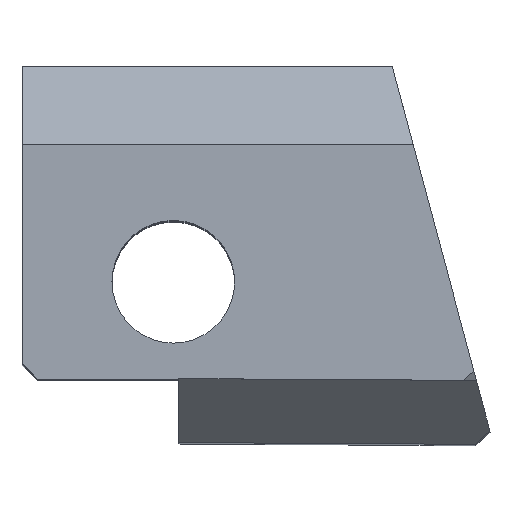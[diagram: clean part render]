
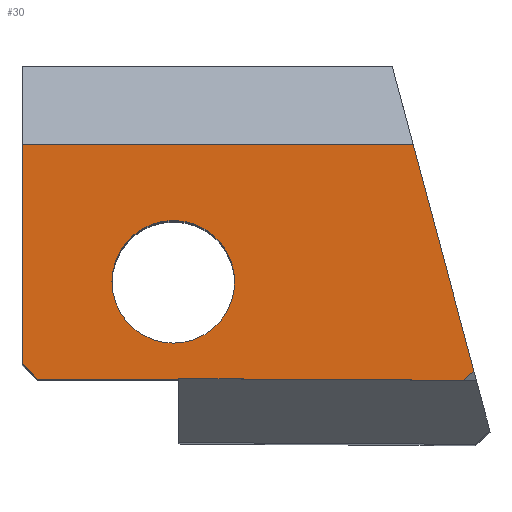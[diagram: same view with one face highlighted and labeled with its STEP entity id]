
A CAD part, top view. The second image highlights one B-rep face of the part: STEP entity #30.
In plain terms, the highlighted planar face has unit normal (0, 0, 1).
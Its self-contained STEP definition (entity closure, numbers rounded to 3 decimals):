
#30 = ADVANCED_FACE ( 'NONE', ( #204, #1756 ), #977, .F. ) ;
#67 = EDGE_CURVE ( 'NONE', #176, #1823, #532, .T. ) ;
#72 = CARTESIAN_POINT ( 'NONE',  ( 146.633, 110.151, 102.189 ) ) ;
#73 = LINE ( 'NONE', #663, #1941 ) ;
#78 = VECTOR ( 'NONE', #497, 1000. ) ;
#96 = CARTESIAN_POINT ( 'NONE',  ( 140.399, 111.235, 102.189 ) ) ;
#109 = CARTESIAN_POINT ( 'NONE',  ( 140.254, 113.773, 102.189 ) ) ;
#123 = DIRECTION ( 'NONE',  ( 0., 0., 1. ) ) ;
#130 = DIRECTION ( 'NONE',  ( -0.707, 0.707, 0. ) ) ;
#137 = VERTEX_POINT ( 'NONE', #283 ) ;
#160 = CARTESIAN_POINT ( 'NONE',  ( 148.535, 111.201, 102.189 ) ) ;
#176 = VERTEX_POINT ( 'NONE', #1178 ) ;
#185 = AXIS2_PLACEMENT_3D ( 'NONE', #1298, #542, #231 ) ;
#204 = FACE_BOUND ( 'NONE', #685, .T. ) ;
#231 = DIRECTION ( 'NONE',  ( 0., -1., 0. ) ) ;
#249 = EDGE_CURVE ( 'NONE', #1630, #137, #1398, .T. ) ;
#283 = CARTESIAN_POINT ( 'NONE',  ( 141.854, 113.773, 102.189 ) ) ;
#284 = ORIENTED_EDGE ( 'NONE', *, *, #853, .F. ) ;
#304 = CARTESIAN_POINT ( 'NONE',  ( 136.307, 112.705, 102.189 ) ) ;
#310 = LINE ( 'NONE', #1510, #1302 ) ;
#357 = CARTESIAN_POINT ( 'NONE',  ( 148.096, 111.44, 102.189 ) ) ;
#374 = EDGE_CURVE ( 'NONE', #493, #1559, #464, .T. ) ;
#390 = VECTOR ( 'NONE', #1301, 1000. ) ;
#394 = ORIENTED_EDGE ( 'NONE', *, *, #914, .F. ) ;
#464 = LINE ( 'NONE', #304, #1106 ) ;
#473 = AXIS2_PLACEMENT_3D ( 'NONE', #109, #123, #723 ) ;
#493 = VERTEX_POINT ( 'NONE', #1908 ) ;
#497 = DIRECTION ( 'NONE',  ( -1., 0.006, 0. ) ) ;
#532 = LINE ( 'NONE', #72, #1492 ) ;
#536 = DIRECTION ( 'NONE',  ( 0.006, 1., 0. ) ) ;
#542 = DIRECTION ( 'NONE',  ( 0., 0., -1. ) ) ;
#546 = CARTESIAN_POINT ( 'NONE',  ( 140.254, 113.773, 102.189 ) ) ;
#552 = CARTESIAN_POINT ( 'NONE',  ( 136.307, 117.357, 102.189 ) ) ;
#556 = CARTESIAN_POINT ( 'NONE',  ( 140.384, 108.709, 102.189 ) ) ;
#559 = EDGE_CURVE ( 'NONE', #748, #493, #310, .T. ) ;
#575 = CARTESIAN_POINT ( 'NONE',  ( 140.399, 111.249, 102.189 ) ) ;
#581 = ORIENTED_EDGE ( 'NONE', *, *, #374, .F. ) ;
#605 = ORIENTED_EDGE ( 'NONE', *, *, #1794, .F. ) ;
#622 = CARTESIAN_POINT ( 'NONE',  ( 141.88, 117.357, 102.189 ) ) ;
#663 = CARTESIAN_POINT ( 'NONE',  ( 139.254, 111.235, 102.189 ) ) ;
#685 = EDGE_LOOP ( 'NONE', ( #394, #936 ) ) ;
#723 = DIRECTION ( 'NONE',  ( 1., 0., 0. ) ) ;
#748 = VERTEX_POINT ( 'NONE', #1084 ) ;
#827 = DIRECTION ( 'NONE',  ( 0., 0., 1. ) ) ;
#829 = VERTEX_POINT ( 'NONE', #96 ) ;
#853 = EDGE_CURVE ( 'NONE', #1262, #1823, #1600, .T. ) ;
#905 = EDGE_CURVE ( 'NONE', #829, #1046, #1933, .T. ) ;
#914 = EDGE_CURVE ( 'NONE', #137, #1630, #966, .T. ) ;
#936 = ORIENTED_EDGE ( 'NONE', *, *, #249, .F. ) ;
#942 = ORIENTED_EDGE ( 'NONE', *, *, #905, .T. ) ;
#943 = VECTOR ( 'NONE', #1729, 1000. ) ;
#966 = CIRCLE ( 'NONE', #1031, 1.6 ) ;
#977 = PLANE ( 'NONE',  #185 ) ;
#1017 = DIRECTION ( 'NONE',  ( -1., 0., 0. ) ) ;
#1031 = AXIS2_PLACEMENT_3D ( 'NONE', #546, #827, #1172 ) ;
#1046 = VERTEX_POINT ( 'NONE', #575 ) ;
#1063 = ORIENTED_EDGE ( 'NONE', *, *, #1350, .F. ) ;
#1084 = CARTESIAN_POINT ( 'NONE',  ( 136.716, 111.235, 102.189 ) ) ;
#1091 = ORIENTED_EDGE ( 'NONE', *, *, #559, .F. ) ;
#1106 = VECTOR ( 'NONE', #1384, 1000. ) ;
#1127 = CARTESIAN_POINT ( 'NONE',  ( 146.511, 117.357, 102.189 ) ) ;
#1172 = DIRECTION ( 'NONE',  ( 1., 0., 0. ) ) ;
#1178 = CARTESIAN_POINT ( 'NONE',  ( 147.829, 111.205, 102.189 ) ) ;
#1262 = VERTEX_POINT ( 'NONE', #1127 ) ;
#1286 = DIRECTION ( 'NONE',  ( 0.75, 0.661, 0. ) ) ;
#1298 = CARTESIAN_POINT ( 'NONE',  ( 142.42, 114.175, 102.189 ) ) ;
#1301 = DIRECTION ( 'NONE',  ( 0.259, -0.966, 0. ) ) ;
#1302 = VECTOR ( 'NONE', #130, 1000. ) ;
#1325 = EDGE_LOOP ( 'NONE', ( #942, #605, #1711, #284, #1936, #581, #1091, #1063 ) ) ;
#1350 = EDGE_CURVE ( 'NONE', #829, #748, #73, .T. ) ;
#1383 = VECTOR ( 'NONE', #536, 1000. ) ;
#1384 = DIRECTION ( 'NONE',  ( 0., 1., 0. ) ) ;
#1398 = CIRCLE ( 'NONE', #473, 1.6 ) ;
#1492 = VECTOR ( 'NONE', #1286, 1000. ) ;
#1510 = CARTESIAN_POINT ( 'NONE',  ( 137.11, 110.841, 102.189 ) ) ;
#1532 = LINE ( 'NONE', #160, #78 ) ;
#1559 = VERTEX_POINT ( 'NONE', #552 ) ;
#1600 = LINE ( 'NONE', #1769, #390 ) ;
#1630 = VERTEX_POINT ( 'NONE', #1946 ) ;
#1685 = LINE ( 'NONE', #622, #943 ) ;
#1688 = EDGE_CURVE ( 'NONE', #1262, #1559, #1685, .T. ) ;
#1711 = ORIENTED_EDGE ( 'NONE', *, *, #67, .T. ) ;
#1729 = DIRECTION ( 'NONE',  ( -1., 0., 0. ) ) ;
#1756 = FACE_OUTER_BOUND ( 'NONE', #1325, .T. ) ;
#1769 = CARTESIAN_POINT ( 'NONE',  ( 146.88, 115.979, 102.189 ) ) ;
#1794 = EDGE_CURVE ( 'NONE', #176, #1046, #1532, .T. ) ;
#1823 = VERTEX_POINT ( 'NONE', #357 ) ;
#1908 = CARTESIAN_POINT ( 'NONE',  ( 136.307, 111.644, 102.189 ) ) ;
#1933 = LINE ( 'NONE', #556, #1383 ) ;
#1936 = ORIENTED_EDGE ( 'NONE', *, *, #1688, .T. ) ;
#1941 = VECTOR ( 'NONE', #1017, 1000. ) ;
#1946 = CARTESIAN_POINT ( 'NONE',  ( 138.654, 113.773, 102.189 ) ) ;
